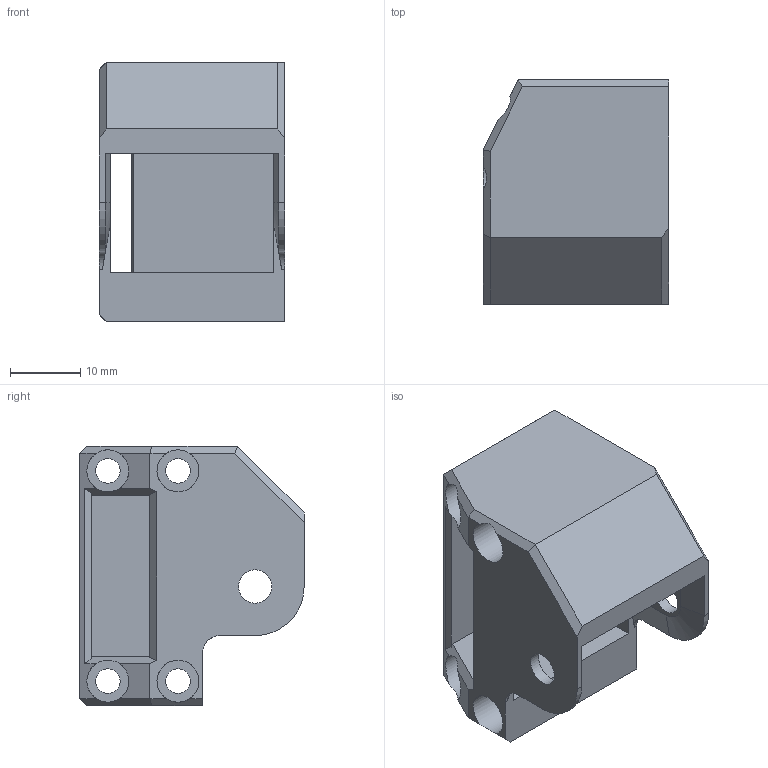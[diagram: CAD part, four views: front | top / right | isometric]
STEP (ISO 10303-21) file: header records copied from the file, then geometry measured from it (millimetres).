
FILE_DESCRIPTION(/* description */ (''),/* implementation_level */ '2;1');
FILE_NAME(/* name */ 'Y Axis cable chain mount B.step',/* time_stamp */ '2024-11-17T18:46:09+01:00',/* author */ (''),/* organization */ (''),/* preprocessor_version */ 'ST-DEVELOPER v20',/* originating_system */ 'Autodesk Translation Framework v13.20.0.188',/* authorisation */ '');
FILE_SCHEMA (('AUTOMOTIVE_DESIGN { 1 0 10303 214 3 1 1 }'));
Length unit declared in the file: millimetre
Products named in the file (1): FusionComponent
Bounding box: 26.5 x 32 x 37 mm (x, y, z)
Volume: 8730.3 mm3; surface area: 8183.2 mm2
Topology: 1 solids, 1 shells, 59 faces, 168 edges, 109 vertices
Faces by surface type: plane 43, cylinder 14, cone 2
Full cylindrical faces by diameter (mm): 3.5 x4, 4.75 x2, 6 x4
Entity records: 1980 total; most frequent: CARTESIAN_POINT 337, ORIENTED_EDGE 336, DIRECTION 330, EDGE_CURVE 168, LINE 126, VECTOR 126, VERTEX_POINT 109, AXIS2_PLACEMENT_3D 102
